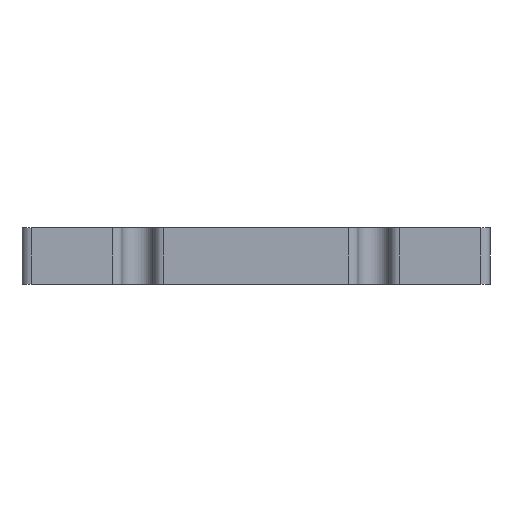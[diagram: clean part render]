
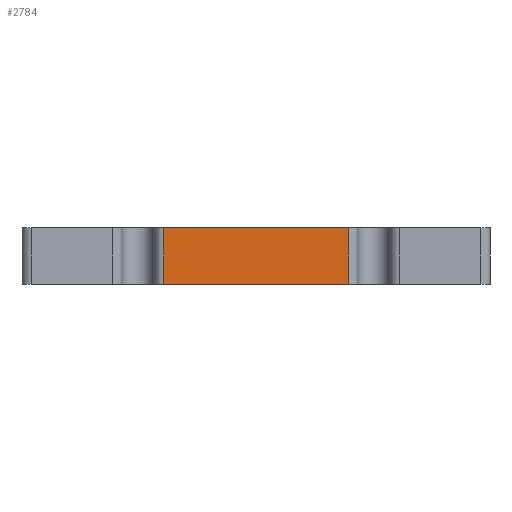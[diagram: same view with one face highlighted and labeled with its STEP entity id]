
A CAD part, front view. The second image highlights one B-rep face of the part: STEP entity #2784.
In plain terms, the highlighted planar face has unit normal (0, -1, 0).
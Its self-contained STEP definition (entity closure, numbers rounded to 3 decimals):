
#170 = DIRECTION ( 'NONE',  ( 1., 0., 0. ) ) ;
#192 = CARTESIAN_POINT ( 'NONE',  ( 69.05, 0., 12. ) ) ;
#203 = LINE ( 'NONE', #994, #3032 ) ;
#293 = CARTESIAN_POINT ( 'NONE',  ( 29.95, 0., 12. ) ) ;
#331 = PLANE ( 'NONE',  #1172 ) ;
#361 = DIRECTION ( 'NONE',  ( 0., 1., 0. ) ) ;
#587 = VERTEX_POINT ( 'NONE', #3835 ) ;
#618 = VECTOR ( 'NONE', #170, 1000. ) ;
#692 = CARTESIAN_POINT ( 'NONE',  ( 69.05, 0., 0. ) ) ;
#994 = CARTESIAN_POINT ( 'NONE',  ( 99., 0., 0. ) ) ;
#1031 = DIRECTION ( 'NONE',  ( 0., 0., -1. ) ) ;
#1172 = AXIS2_PLACEMENT_3D ( 'NONE', #2058, #361, #2775 ) ;
#1378 = EDGE_CURVE ( 'NONE', #2106, #587, #4165, .T. ) ;
#1458 = ORIENTED_EDGE ( 'NONE', *, *, #2512, .T. ) ;
#1754 = EDGE_CURVE ( 'NONE', #2106, #2176, #3603, .T. ) ;
#1863 = ORIENTED_EDGE ( 'NONE', *, *, #1378, .T. ) ;
#2058 = CARTESIAN_POINT ( 'NONE',  ( 99., 0., 12. ) ) ;
#2106 = VERTEX_POINT ( 'NONE', #293 ) ;
#2158 = ORIENTED_EDGE ( 'NONE', *, *, #2657, .T. ) ;
#2176 = VERTEX_POINT ( 'NONE', #4098 ) ;
#2342 = DIRECTION ( 'NONE',  ( 1., 0., 0. ) ) ;
#2433 = CARTESIAN_POINT ( 'NONE',  ( 29.95, 0., 12. ) ) ;
#2512 = EDGE_CURVE ( 'NONE', #2714, #2176, #3367, .T. ) ;
#2657 = EDGE_CURVE ( 'NONE', #587, #2714, #203, .T. ) ;
#2714 = VERTEX_POINT ( 'NONE', #692 ) ;
#2755 = VECTOR ( 'NONE', #4429, 1000. ) ;
#2775 = DIRECTION ( 'NONE',  ( -1., 0., 0. ) ) ;
#2784 = ADVANCED_FACE ( 'NONE', ( #3751 ), #331, .F. ) ;
#3032 = VECTOR ( 'NONE', #2342, 1000. ) ;
#3115 = VECTOR ( 'NONE', #1031, 1000. ) ;
#3316 = CARTESIAN_POINT ( 'NONE',  ( 99., 0., 12. ) ) ;
#3367 = LINE ( 'NONE', #192, #2755 ) ;
#3603 = LINE ( 'NONE', #3316, #618 ) ;
#3751 = FACE_OUTER_BOUND ( 'NONE', #4458, .T. ) ;
#3835 = CARTESIAN_POINT ( 'NONE',  ( 29.95, 0., 0. ) ) ;
#4098 = CARTESIAN_POINT ( 'NONE',  ( 69.05, 0., 12. ) ) ;
#4150 = ORIENTED_EDGE ( 'NONE', *, *, #1754, .F. ) ;
#4165 = LINE ( 'NONE', #2433, #3115 ) ;
#4429 = DIRECTION ( 'NONE',  ( 0., 0., 1. ) ) ;
#4458 = EDGE_LOOP ( 'NONE', ( #2158, #1458, #4150, #1863 ) ) ;
